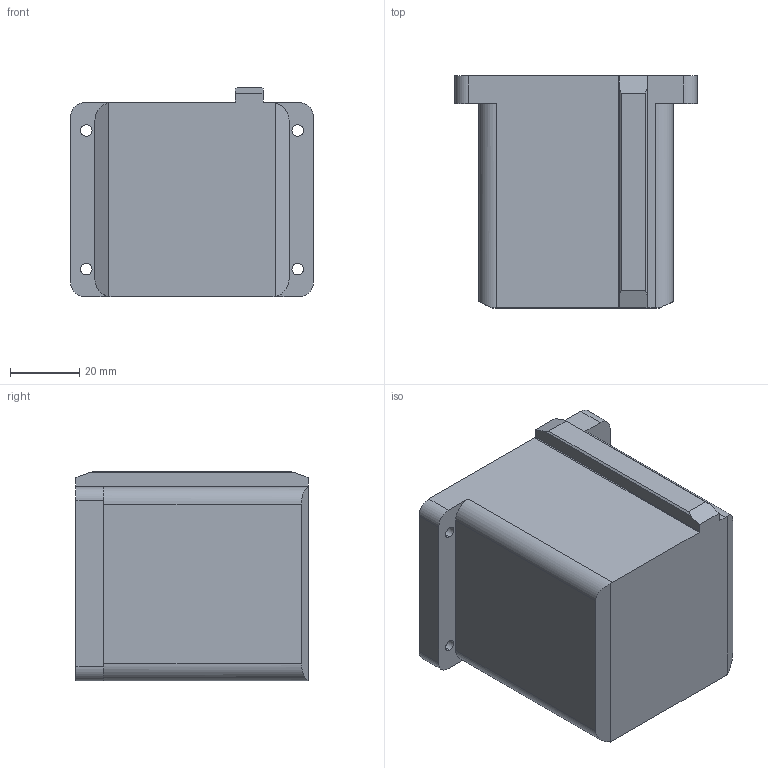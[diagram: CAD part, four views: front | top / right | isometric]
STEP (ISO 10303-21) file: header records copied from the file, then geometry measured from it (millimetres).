
FILE_DESCRIPTION (( 'STEP AP214' ), '1' );
FILE_NAME ('IP68-SE3-USI-90A-Boîtier aimants.sym.STEP', '2023-07-11T07:58:18', ( '' ), ( '' ), 'SwSTEP 2.0', 'SolidWorks 2021', '' );
FILE_SCHEMA (( 'AUTOMOTIVE_DESIGN' ));
Length unit declared in the file: millimetre
Products named in the file (1): IP68-SE3-USI-90A-Boîtier aimants.sym
Bounding box: 70 x 67 x 60.5 mm (x, y, z)
Volume: 43498.3 mm3; surface area: 36725.5 mm2
Topology: 1 solids, 1 shells, 75 faces, 198 edges, 126 vertices
Faces by surface type: cylinder 36, plane 25, torus 14
Entity records: 2482 total; most frequent: DIRECTION 442, CARTESIAN_POINT 412, ORIENTED_EDGE 396, EDGE_CURVE 198, AXIS2_PLACEMENT_3D 172, VERTEX_POINT 126, LINE 98, VECTOR 98
